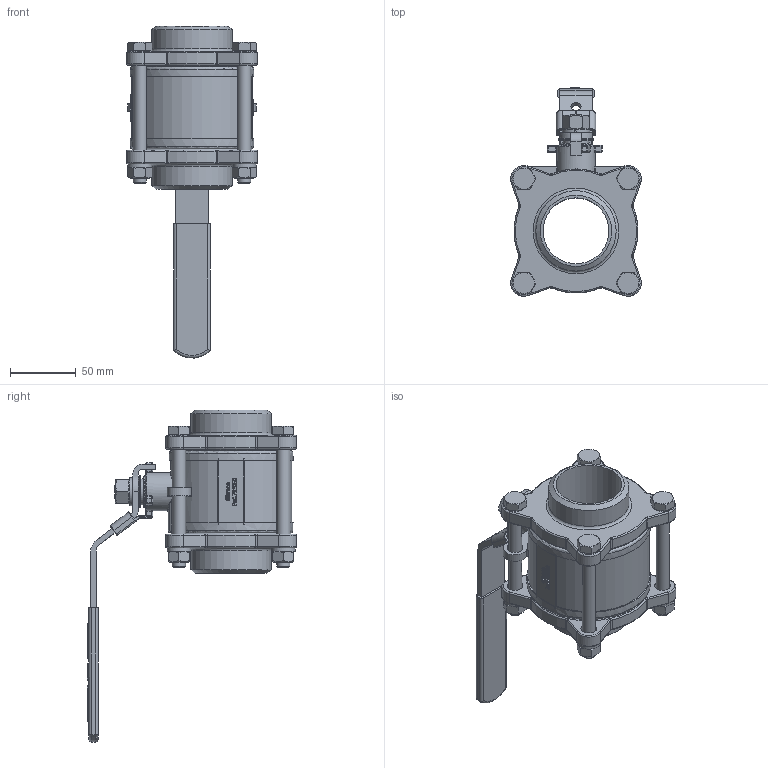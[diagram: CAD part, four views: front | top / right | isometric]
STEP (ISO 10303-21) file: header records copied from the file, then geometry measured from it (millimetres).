
FILE_DESCRIPTION(/* description */ ('791050'),/* implementation_level */ '2;1');
FILE_NAME(/* name */ '791050.stp',/* time_stamp */ '2014-11-17T13:19:36+01:00',/* author */ ('JM'),/* organization */ ('Sferaco'),/* preprocessor_version */ 'ST-DEVELOPER v15.6',/* originating_system */ 'Autodesk Inventor 2015',/* authorisation */ '');
FILE_SCHEMA (('AUTOMOTIVE_DESIGN { 1 0 10303 214 3 1 1 }'));
Length unit declared in the file: millimetre
Products named in the file (1): 791050_bd
Bounding box: 99.19 x 158.6 x 251.93 mm (x, y, z)
Volume: 574740.1 mm3; surface area: 112664.8 mm2
Topology: 1 solids, 2 shells, 1459 faces, 3767 edges, 2387 vertices
Faces by surface type: plane 641, bspline 411, cylinder 236, torus 107, cone 46, sphere 18
Full cylindrical faces by diameter (mm): 7.6 x1, 10 x8, 12 x10, 16 x4, 20 x1, 24 x1, 29 x1, 50 x1, 61 x2, 94 x1
Entity records: 48877 total; most frequent: CARTESIAN_POINT 14855, ORIENTED_EDGE 7364, DIRECTION 5592, EDGE_CURVE 3682, VERTEX_POINT 2359, LINE 1938, VECTOR 1938, AXIS2_PLACEMENT_3D 1827
